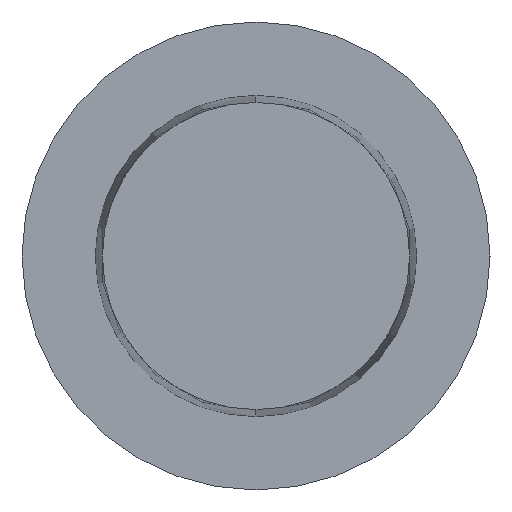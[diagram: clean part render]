
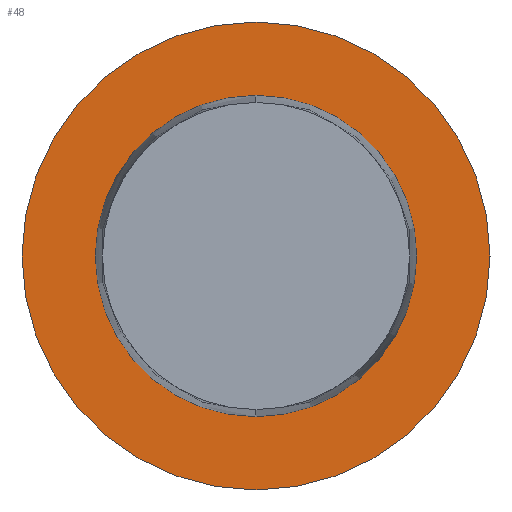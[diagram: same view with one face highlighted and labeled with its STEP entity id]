
A CAD part, left-side view. The second image highlights one B-rep face of the part: STEP entity #48.
In plain terms, the highlighted planar face has unit normal (-1, 0, 0).
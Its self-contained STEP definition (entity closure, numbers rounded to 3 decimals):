
#8 = AXIS2_PLACEMENT_3D ( 'NONE', #176, #130, #236 ) ;
#13 = EDGE_LOOP ( 'NONE', ( #126, #184 ) ) ;
#20 = DIRECTION ( 'NONE',  ( -1., 0., 0. ) ) ;
#22 = FACE_BOUND ( 'NONE', #13, .T. ) ;
#29 = CIRCLE ( 'NONE', #38, 31.5 ) ;
#32 = VERTEX_POINT ( 'NONE', #88 ) ;
#35 = CARTESIAN_POINT ( 'NONE',  ( 0., 0., 0. ) ) ;
#38 = AXIS2_PLACEMENT_3D ( 'NONE', #35, #102, #171 ) ;
#40 = DIRECTION ( 'NONE',  ( 0., 0., 1. ) ) ;
#43 = CIRCLE ( 'NONE', #252, 21.631 ) ;
#48 = ADVANCED_FACE ( 'NONE', ( #22, #75 ), #118, .F. ) ;
#54 = CARTESIAN_POINT ( 'NONE',  ( 0., 0., 0. ) ) ;
#58 = DIRECTION ( 'NONE',  ( -1., 0., 0. ) ) ;
#60 = DIRECTION ( 'NONE',  ( 0., 0., 1. ) ) ;
#69 = VERTEX_POINT ( 'NONE', #154 ) ;
#75 = FACE_OUTER_BOUND ( 'NONE', #211, .T. ) ;
#86 = EDGE_CURVE ( 'NONE', #32, #69, #208, .T. ) ;
#88 = CARTESIAN_POINT ( 'NONE',  ( 0., 0., -31.5 ) ) ;
#90 = EDGE_CURVE ( 'NONE', #69, #32, #29, .T. ) ;
#97 = DIRECTION ( 'NONE',  ( -1., 0., 0. ) ) ;
#102 = DIRECTION ( 'NONE',  ( -1., 0., 0. ) ) ;
#115 = EDGE_CURVE ( 'NONE', #250, #147, #143, .T. ) ;
#118 = PLANE ( 'NONE',  #8 ) ;
#126 = ORIENTED_EDGE ( 'NONE', *, *, #222, .F. ) ;
#130 = DIRECTION ( 'NONE',  ( 1., 0., 0. ) ) ;
#133 = CARTESIAN_POINT ( 'NONE',  ( 0., 0., 0. ) ) ;
#143 = CIRCLE ( 'NONE', #172, 21.631 ) ;
#147 = VERTEX_POINT ( 'NONE', #174 ) ;
#150 = ORIENTED_EDGE ( 'NONE', *, *, #86, .T. ) ;
#154 = CARTESIAN_POINT ( 'NONE',  ( 0., 0., 31.5 ) ) ;
#168 = ORIENTED_EDGE ( 'NONE', *, *, #90, .T. ) ;
#171 = DIRECTION ( 'NONE',  ( 0., 0., 1. ) ) ;
#172 = AXIS2_PLACEMENT_3D ( 'NONE', #133, #97, #60 ) ;
#174 = CARTESIAN_POINT ( 'NONE',  ( 0., 0., -21.631 ) ) ;
#176 = CARTESIAN_POINT ( 'NONE',  ( 0., 31.5, 0. ) ) ;
#180 = CARTESIAN_POINT ( 'NONE',  ( 0., 0., 21.631 ) ) ;
#184 = ORIENTED_EDGE ( 'NONE', *, *, #115, .F. ) ;
#208 = CIRCLE ( 'NONE', #240, 31.5 ) ;
#211 = EDGE_LOOP ( 'NONE', ( #168, #150 ) ) ;
#215 = DIRECTION ( 'NONE',  ( 0., 0., 1. ) ) ;
#222 = EDGE_CURVE ( 'NONE', #147, #250, #43, .T. ) ;
#233 = CARTESIAN_POINT ( 'NONE',  ( 0., 0., 0. ) ) ;
#236 = DIRECTION ( 'NONE',  ( 0., 1., 0. ) ) ;
#240 = AXIS2_PLACEMENT_3D ( 'NONE', #54, #20, #40 ) ;
#250 = VERTEX_POINT ( 'NONE', #180 ) ;
#252 = AXIS2_PLACEMENT_3D ( 'NONE', #233, #58, #215 ) ;
